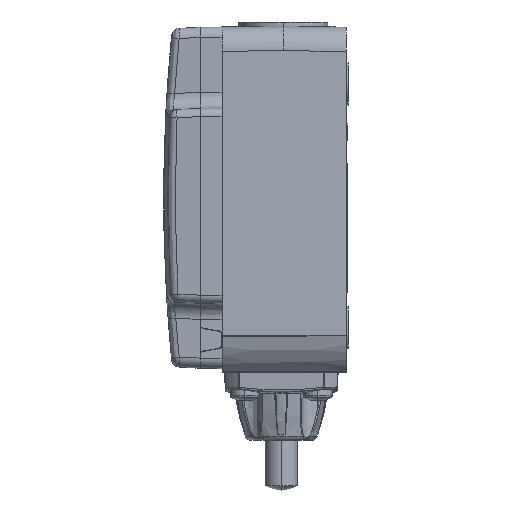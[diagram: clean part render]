
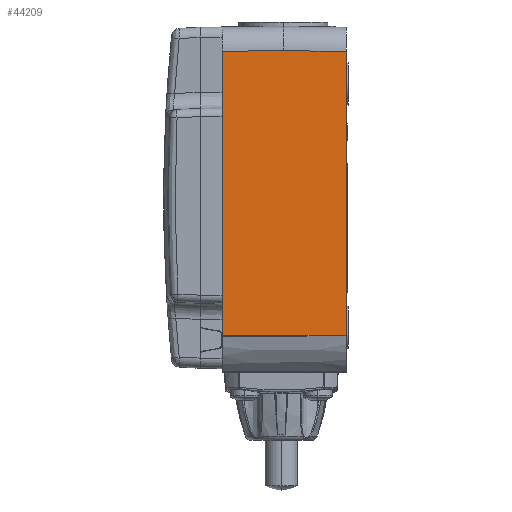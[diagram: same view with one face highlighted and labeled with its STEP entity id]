
A CAD part, left-side view. The second image highlights one B-rep face of the part: STEP entity #44209.
In plain terms, the highlighted planar face has unit normal (-1, -0.018, 0).
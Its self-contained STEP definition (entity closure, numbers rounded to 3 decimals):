
#3254=CARTESIAN_POINT('',(-20.468,0.,-31.863));
#3260=DIRECTION('',(0.,0.,-1.));
#3261=VECTOR('',#3260,69.864);
#3262=CARTESIAN_POINT('',(-20.468,0.,38.001));
#3263=LINE('',#3262,#3261);
#3276=CARTESIAN_POINT('',(-20.468,0.,38.001));
#16064=CARTESIAN_POINT('',(-21.,30.5,
-22.729));
#16074=DIRECTION('',(0.,0.,-1.));
#16075=VECTOR('',#16074,9.182);
#16076=CARTESIAN_POINT('',(-21.,30.5,
-22.729));
#16077=LINE('',#16076,#16075);
#16082=CARTESIAN_POINT('',(-21.,30.5,-31.912));
#16222=CARTESIAN_POINT('',(-21.,30.5,38.071));
#16236=DIRECTION('',(0.,0.,-1.));
#16237=VECTOR('',#16236,15.341);
#16238=CARTESIAN_POINT('',(-21.,30.5,38.071));
#16239=LINE('',#16238,#16237);
#16248=CARTESIAN_POINT('',(-21.,30.5,
22.73));
#16702=CARTESIAN_POINT('',(-21.,30.5,
-22.729));
#16703=CARTESIAN_POINT('',(-21.,30.5,
-22.68));
#16704=CARTESIAN_POINT('',(-21.,30.506,
-22.579));
#16705=CARTESIAN_POINT('',(-21.001,30.529,
-22.42));
#16706=CARTESIAN_POINT('',(-21.001,30.558,
-22.259));
#16707=CARTESIAN_POINT('',(-21.001,30.575,
-22.15));
#16708=CARTESIAN_POINT('',(-21.001,30.575,
-22.095));
#16710=DIRECTION('',(0.,0.,1.));
#16711=VECTOR('',#16710,44.191);
#16712=CARTESIAN_POINT('',(-21.001,30.575,
-22.095));
#16713=LINE('',#16712,#16711);
#16714=DIRECTION('',(0.017,-1.,0.013));
#16715=VECTOR('',#16714,15.096);
#16716=CARTESIAN_POINT('',(-21.,30.5,38.071));
#16717=LINE('',#16716,#16715);
#16718=DIRECTION('',(0.017,-1.,-0.017));
#16719=VECTOR('',#16718,15.412);
#16720=CARTESIAN_POINT('',(-20.737,15.408,
38.27));
#16721=LINE('',#16720,#16719);
#16722=CARTESIAN_POINT('',(-21.,30.5,-31.912));
#16723=CARTESIAN_POINT('',(-20.941,27.127,
-31.906));
#16724=CARTESIAN_POINT('',(-20.823,20.37,
-31.896));
#16725=CARTESIAN_POINT('',(-20.646,10.203,
-31.88));
#16726=CARTESIAN_POINT('',(-20.527,3.405,
-31.869));
#16727=CARTESIAN_POINT('',(-20.468,0.,-31.863));
#16734=CARTESIAN_POINT('',(-21.001,30.575,
22.095));
#16735=CARTESIAN_POINT('',(-21.001,30.575,
22.149));
#16736=CARTESIAN_POINT('',(-21.001,30.559,
22.256));
#16737=CARTESIAN_POINT('',(-21.001,30.529,
22.419));
#16738=CARTESIAN_POINT('',(-21.,30.506,
22.581));
#16739=CARTESIAN_POINT('',(-21.,30.5,
22.681));
#16740=CARTESIAN_POINT('',(-21.,30.5,
22.73));
#17499=CARTESIAN_POINT('',(-20.737,15.408,
38.27));
#17547=VERTEX_POINT('',#17499);
#17640=VERTEX_POINT('',#3254);
#17643=VERTEX_POINT('',#16082);
#20315=CARTESIAN_POINT('',(-21.001,30.575,
-22.095));
#20316=CARTESIAN_POINT('',(-21.001,30.575,
22.095));
#20317=VERTEX_POINT('',#20315);
#20318=VERTEX_POINT('',#20316);
#20392=VERTEX_POINT('',#16248);
#20409=VERTEX_POINT('',#16064);
#20652=VERTEX_POINT('',#16222);
#20655=VERTEX_POINT('',#3276);
#44188=CARTESIAN_POINT('',(-21.,30.5,-32.));
#44189=DIRECTION('',(-1.,-0.017,0.));
#44190=DIRECTION('',(0.,0.,1.));
#44191=AXIS2_PLACEMENT_3D('',#44188,#44189,#44190);
#44192=PLANE('',#44191);
#44193=ORIENTED_EDGE('',*,*,#43371,.F.);
#44194=ORIENTED_EDGE('',*,*,#44183,.T.);
#44196=ORIENTED_EDGE('',*,*,#44195,.T.);
#44198=ORIENTED_EDGE('',*,*,#44197,.T.);
#44199=ORIENTED_EDGE('',*,*,#43468,.F.);
#44201=ORIENTED_EDGE('',*,*,#44200,.T.);
#44203=ORIENTED_EDGE('',*,*,#44202,.T.);
#44204=ORIENTED_EDGE('',*,*,#20855,.T.);
#44206=ORIENTED_EDGE('',*,*,#44205,.F.);
#44207=EDGE_LOOP('',(#44193,#44194,#44196,#44198,#44199,#44201,#44203,#44204,
#44206));
#44208=FACE_OUTER_BOUND('',#44207,.F.);
#16709=B_SPLINE_CURVE_WITH_KNOTS('',3,(#16702,#16703,#16704,#16705,#16706,
#16707,#16708),.UNSPECIFIED.,.F.,.F.,(4,1,1,1,4),(0.,0.25,0.5,0.75,
1.),.UNSPECIFIED.);
#16728=B_SPLINE_CURVE_WITH_KNOTS('',3,(#16722,#16723,#16724,#16725,#16726,
#16727),.UNSPECIFIED.,.F.,.F.,(4,1,1,4),(0.,0.333,
0.667,1.),.UNSPECIFIED.);
#16741=B_SPLINE_CURVE_WITH_KNOTS('',3,(#16734,#16735,#16736,#16737,#16738,
#16739,#16740),.UNSPECIFIED.,.F.,.F.,(4,1,1,1,4),(0.,0.25,0.5,0.75,
1.),.UNSPECIFIED.);
#20855=EDGE_CURVE('',#20655,#17640,#3263,.T.);
#43371=EDGE_CURVE('',#20409,#17643,#16077,.T.);
#43468=EDGE_CURVE('',#20652,#20392,#16239,.T.);
#44183=EDGE_CURVE('',#20409,#20317,#16709,.T.);
#44195=EDGE_CURVE('',#20317,#20318,#16713,.T.);
#44197=EDGE_CURVE('',#20318,#20392,#16741,.T.);
#44200=EDGE_CURVE('',#20652,#17547,#16717,.T.);
#44202=EDGE_CURVE('',#17547,#20655,#16721,.T.);
#44205=EDGE_CURVE('',#17643,#17640,#16728,.T.);
#44209=ADVANCED_FACE('',(#44208),#44192,.T.);
